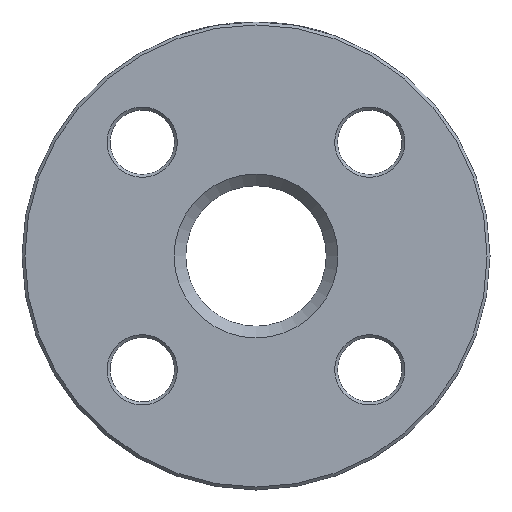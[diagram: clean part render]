
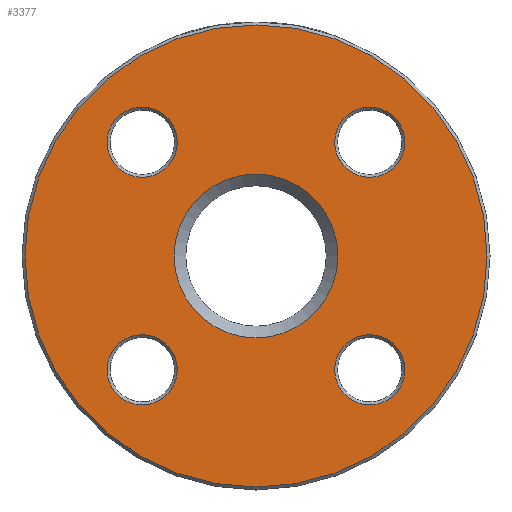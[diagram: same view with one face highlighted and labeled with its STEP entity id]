
A CAD part, left-side view. The second image highlights one B-rep face of the part: STEP entity #3377.
In plain terms, the highlighted planar face has unit normal (-1, 0, 0).
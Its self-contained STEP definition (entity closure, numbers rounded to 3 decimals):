
#26 = EDGE_LOOP ( 'NONE', ( #3221 ) ) ;
#74 = DIRECTION ( 'NONE',  ( 1., 0., 0. ) ) ;
#149 = FACE_BOUND ( 'NONE', #221, .T. ) ;
#219 = CARTESIAN_POINT ( 'NONE',  ( 0., 19.445, 19.445 ) ) ;
#221 = EDGE_LOOP ( 'NONE', ( #1898 ) ) ;
#366 = EDGE_LOOP ( 'NONE', ( #490 ) ) ;
#432 = DIRECTION ( 'NONE',  ( 0., 0., -1. ) ) ;
#462 = VERTEX_POINT ( 'NONE', #1697 ) ;
#490 = ORIENTED_EDGE ( 'NONE', *, *, #2772, .T. ) ;
#502 = EDGE_LOOP ( 'NONE', ( #2358 ) ) ;
#572 = CARTESIAN_POINT ( 'NONE',  ( 0., 0., -39.5 ) ) ;
#720 = ORIENTED_EDGE ( 'NONE', *, *, #3630, .T. ) ;
#826 = AXIS2_PLACEMENT_3D ( 'NONE', #1039, #74, #3202 ) ;
#898 = CARTESIAN_POINT ( 'NONE',  ( 0., 0., -14. ) ) ;
#908 = EDGE_CURVE ( 'NONE', #1982, #1982, #3731, .T. ) ;
#1039 = CARTESIAN_POINT ( 'NONE',  ( 0., -19.445, 19.445 ) ) ;
#1090 = PLANE ( 'NONE',  #1847 ) ;
#1116 = EDGE_CURVE ( 'NONE', #3206, #3206, #1950, .T. ) ;
#1148 = DIRECTION ( 'NONE',  ( 0., 0., -1. ) ) ;
#1344 = DIRECTION ( 'NONE',  ( 0., 0., -1. ) ) ;
#1369 = CARTESIAN_POINT ( 'NONE',  ( 0., 19.445, -25.445 ) ) ;
#1419 = FACE_BOUND ( 'NONE', #1598, .T. ) ;
#1453 = DIRECTION ( 'NONE',  ( 1., 0., 0. ) ) ;
#1471 = DIRECTION ( 'NONE',  ( 1., 0., 0. ) ) ;
#1507 = AXIS2_PLACEMENT_3D ( 'NONE', #3592, #1471, #1718 ) ;
#1598 = EDGE_LOOP ( 'NONE', ( #2518 ) ) ;
#1689 = FACE_OUTER_BOUND ( 'NONE', #3115, .T. ) ;
#1697 = CARTESIAN_POINT ( 'NONE',  ( 0., -19.445, -25.445 ) ) ;
#1718 = DIRECTION ( 'NONE',  ( 0., 0., -1. ) ) ;
#1774 = VERTEX_POINT ( 'NONE', #2746 ) ;
#1847 = AXIS2_PLACEMENT_3D ( 'NONE', #2335, #3560, #2355 ) ;
#1898 = ORIENTED_EDGE ( 'NONE', *, *, #1116, .T. ) ;
#1950 = CIRCLE ( 'NONE', #2851, 6. ) ;
#1968 = CARTESIAN_POINT ( 'NONE',  ( 0., 0., 0. ) ) ;
#1976 = EDGE_CURVE ( 'NONE', #462, #462, #3704, .T. ) ;
#1981 = EDGE_CURVE ( 'NONE', #2926, #2926, #2022, .T. ) ;
#1982 = VERTEX_POINT ( 'NONE', #2905 ) ;
#2019 = CARTESIAN_POINT ( 'NONE',  ( 0., 0., 0. ) ) ;
#2022 = CIRCLE ( 'NONE', #2546, 14. ) ;
#2142 = VERTEX_POINT ( 'NONE', #572 ) ;
#2244 = CARTESIAN_POINT ( 'NONE',  ( 0., 19.445, -19.445 ) ) ;
#2314 = FACE_BOUND ( 'NONE', #502, .T. ) ;
#2326 = DIRECTION ( 'NONE',  ( 1., 0., 0. ) ) ;
#2335 = CARTESIAN_POINT ( 'NONE',  ( 0., 12., 0. ) ) ;
#2355 = DIRECTION ( 'NONE',  ( 0., 0., -1. ) ) ;
#2358 = ORIENTED_EDGE ( 'NONE', *, *, #1976, .T. ) ;
#2518 = ORIENTED_EDGE ( 'NONE', *, *, #1981, .T. ) ;
#2546 = AXIS2_PLACEMENT_3D ( 'NONE', #2019, #2326, #2639 ) ;
#2639 = DIRECTION ( 'NONE',  ( 0., 0., -1. ) ) ;
#2716 = CIRCLE ( 'NONE', #2907, 39.5 ) ;
#2746 = CARTESIAN_POINT ( 'NONE',  ( 0., -19.445, 13.445 ) ) ;
#2772 = EDGE_CURVE ( 'NONE', #1774, #1774, #3420, .T. ) ;
#2851 = AXIS2_PLACEMENT_3D ( 'NONE', #2244, #3504, #1344 ) ;
#2905 = CARTESIAN_POINT ( 'NONE',  ( 0., 19.445, 13.445 ) ) ;
#2907 = AXIS2_PLACEMENT_3D ( 'NONE', #1968, #3192, #432 ) ;
#2926 = VERTEX_POINT ( 'NONE', #898 ) ;
#2952 = FACE_BOUND ( 'NONE', #366, .T. ) ;
#3115 = EDGE_LOOP ( 'NONE', ( #720 ) ) ;
#3192 = DIRECTION ( 'NONE',  ( -1., 0., 0. ) ) ;
#3202 = DIRECTION ( 'NONE',  ( 0., 0., -1. ) ) ;
#3206 = VERTEX_POINT ( 'NONE', #1369 ) ;
#3221 = ORIENTED_EDGE ( 'NONE', *, *, #908, .T. ) ;
#3377 = ADVANCED_FACE ( 'NONE', ( #1419, #1689, #2952, #2314, #149, #3859 ), #1090, .F. ) ;
#3420 = CIRCLE ( 'NONE', #826, 6. ) ;
#3495 = AXIS2_PLACEMENT_3D ( 'NONE', #219, #1453, #1148 ) ;
#3504 = DIRECTION ( 'NONE',  ( 1., 0., 0. ) ) ;
#3560 = DIRECTION ( 'NONE',  ( 1., 0., 0. ) ) ;
#3592 = CARTESIAN_POINT ( 'NONE',  ( 0., -19.445, -19.445 ) ) ;
#3630 = EDGE_CURVE ( 'NONE', #2142, #2142, #2716, .T. ) ;
#3704 = CIRCLE ( 'NONE', #1507, 6. ) ;
#3731 = CIRCLE ( 'NONE', #3495, 6. ) ;
#3859 = FACE_BOUND ( 'NONE', #26, .T. ) ;
